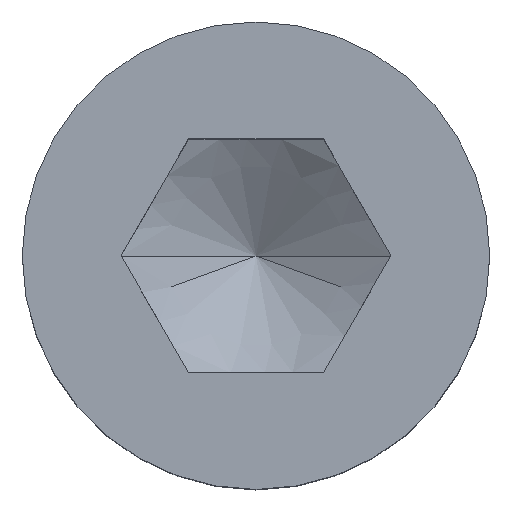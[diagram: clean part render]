
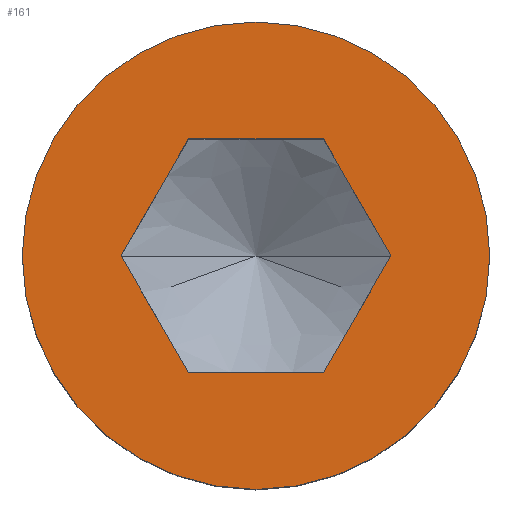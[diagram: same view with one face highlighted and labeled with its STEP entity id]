
A CAD part, top view. The second image highlights one B-rep face of the part: STEP entity #161.
In plain terms, the highlighted planar face has unit normal (0, 0, 1).
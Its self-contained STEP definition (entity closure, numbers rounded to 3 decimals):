
#131=EDGE_CURVE('',#305,#313,#342,.T.);
#147=VERTEX_POINT('',#360);
#161=ADVANCED_FACE('',(#376,#377),#378,.T.);
#179=EDGE_CURVE('',#147,#295,#399,.T.);
#181=EDGE_CURVE('',#313,#213,#401,.T.);
#189=VERTEX_POINT('',#409);
#203=EDGE_CURVE('',#213,#259,#424,.T.);
#213=VERTEX_POINT('',#435);
#243=EDGE_CURVE('',#295,#147,#468,.T.);
#255=EDGE_CURVE('',#259,#189,#480,.T.);
#259=VERTEX_POINT('',#484);
#295=VERTEX_POINT('',#527);
#297=EDGE_CURVE('',#189,#315,#529,.T.);
#305=VERTEX_POINT('',#537);
#311=EDGE_CURVE('',#315,#305,#544,.T.);
#313=VERTEX_POINT('',#546);
#315=VERTEX_POINT('',#548);
#342=LINE('',#572,#573);
#360=CARTESIAN_POINT('',(19.0,0.,24.0));
#376=FACE_OUTER_BOUND('',#629,.T.);
#377=FACE_BOUND('',#630,.T.);
#378=PLANE('',#631);
#399=CIRCLE('',#658,19.0);
#401=LINE('',#661,#662);
#409=CARTESIAN_POINT('',(10.97,0.0,24.0));
#424=LINE('',#704,#705);
#435=CARTESIAN_POINT('',(-5.485,9.5,24.0));
#468=CIRCLE('',#777,19.0);
#480=LINE('',#798,#799);
#484=CARTESIAN_POINT('',(5.485,9.5,24.0));
#527=CARTESIAN_POINT('',(-19.0,0.0,24.0));
#529=LINE('',#866,#867);
#537=CARTESIAN_POINT('',(-5.485,-9.5,24.0));
#544=LINE('',#886,#887);
#546=CARTESIAN_POINT('',(-10.97,0.0,24.0));
#548=CARTESIAN_POINT('',(5.485,-9.5,24.0));
#572=CARTESIAN_POINT('',(-9.598,-2.375,24.0));
#573=VECTOR('',#902,1.0);
#629=EDGE_LOOP('',(#942,#943));
#630=EDGE_LOOP('',(#944,#945,#946,#947,#948,#949));
#631=AXIS2_PLACEMENT_3D('',#950,#951,#952);
#658=AXIS2_PLACEMENT_3D('',#987,#988,#989);
#661=CARTESIAN_POINT('',(-6.856,7.125,24.0));
#662=VECTOR('',#990,1.0);
#704=CARTESIAN_POINT('',(2.742,9.5,24.0));
#705=VECTOR('',#1008,1.0);
#777=AXIS2_PLACEMENT_3D('',#1050,#1051,#1052);
#798=CARTESIAN_POINT('',(9.598,2.375,24.0));
#799=VECTOR('',#1057,1.0);
#866=CARTESIAN_POINT('',(6.856,-7.125,24.0));
#867=VECTOR('',#1126,1.0);
#886=CARTESIAN_POINT('',(-2.742,-9.5,24.0));
#887=VECTOR('',#1139,1.0);
#902=DIRECTION('',(-0.5,0.866,0.0));
#942=ORIENTED_EDGE('',*,*,#243,.T.);
#943=ORIENTED_EDGE('',*,*,#179,.T.);
#944=ORIENTED_EDGE('',*,*,#131,.T.);
#945=ORIENTED_EDGE('',*,*,#181,.T.);
#946=ORIENTED_EDGE('',*,*,#203,.T.);
#947=ORIENTED_EDGE('',*,*,#255,.T.);
#948=ORIENTED_EDGE('',*,*,#297,.T.);
#949=ORIENTED_EDGE('',*,*,#311,.T.);
#950=CARTESIAN_POINT('',(-14.486,0.,24.0));
#951=DIRECTION('',(0.0,0.0,1.0));
#952=DIRECTION('',(-1.0,0.,0.0));
#987=CARTESIAN_POINT('',(0.0,0.0,24.0));
#988=DIRECTION('',(0.0,0.0,1.0));
#989=DIRECTION('',(1.0,0.0,0.0));
#990=DIRECTION('',(0.5,0.866,0.0));
#1008=DIRECTION('',(1.0,0.0,0.0));
#1050=CARTESIAN_POINT('',(0.0,0.0,24.0));
#1051=DIRECTION('',(0.0,0.0,1.0));
#1052=DIRECTION('',(1.0,0.0,0.0));
#1057=DIRECTION('',(0.5,-0.866,0.0));
#1126=DIRECTION('',(-0.5,-0.866,0.0));
#1139=DIRECTION('',(-1.0,0.0,0.0));
